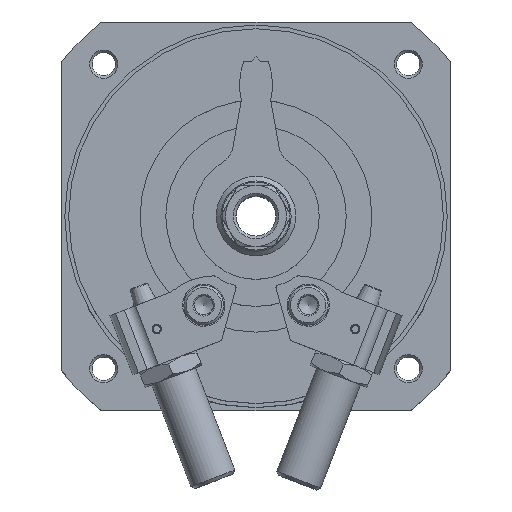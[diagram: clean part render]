
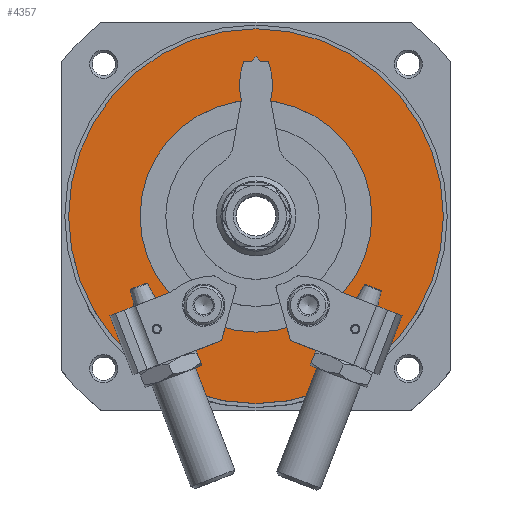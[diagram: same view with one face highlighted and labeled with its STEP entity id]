
A CAD part, top view. The second image highlights one B-rep face of the part: STEP entity #4357.
In plain terms, the highlighted face is planar.
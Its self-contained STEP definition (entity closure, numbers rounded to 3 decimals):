
#190=PLANE('',#5009);
#871=ORIENTED_EDGE('',*,*,#1963,.F.);
#872=ORIENTED_EDGE('',*,*,#1964,.T.);
#1963=EDGE_CURVE('',#2519,#2519,#2940,.T.);
#1964=EDGE_CURVE('',#2520,#2520,#2941,.T.);
#2519=VERTEX_POINT('',#7207);
#2520=VERTEX_POINT('',#7209);
#2940=CIRCLE('',#5010,40.);
#2941=CIRCLE('',#5011,24.75);
#3260=EDGE_LOOP('',(#871));
#3261=EDGE_LOOP('',(#872));
#3769=FACE_BOUND('',#3260,.T.);
#3770=FACE_BOUND('',#3261,.T.);
#4357=ADVANCED_FACE('',(#3769,#3770),#190,.F.);
#5009=AXIS2_PLACEMENT_3D('',#7205,#5716,#5717);
#5010=AXIS2_PLACEMENT_3D('',#7206,#5718,#5719);
#5011=AXIS2_PLACEMENT_3D('',#7208,#5720,#5721);
#5716=DIRECTION('',(1.,0.,0.));
#5717=DIRECTION('',(0.,0.,-1.));
#5718=DIRECTION('',(1.,0.,0.));
#5719=DIRECTION('',(0.,0.,-1.));
#5720=DIRECTION('',(1.,0.,0.));
#5721=DIRECTION('',(0.,0.,-1.));
#7205=CARTESIAN_POINT('',(-44.5,0.,0.));
#7206=CARTESIAN_POINT('',(-44.5,0.,0.));
#7207=CARTESIAN_POINT('',(-44.5,0.,-40.));
#7208=CARTESIAN_POINT('',(-44.5,0.,0.));
#7209=CARTESIAN_POINT('',(-44.5,0.,-24.75));
